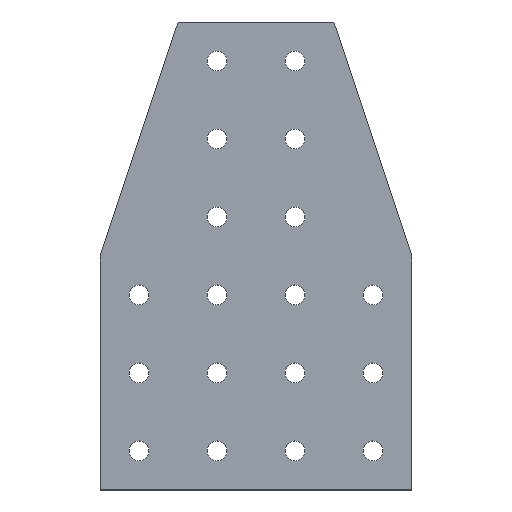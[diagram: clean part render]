
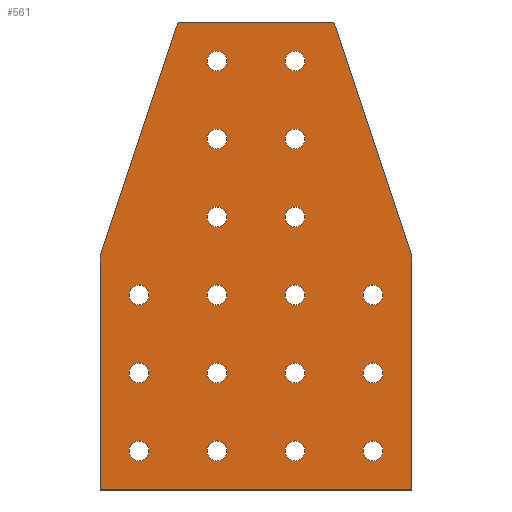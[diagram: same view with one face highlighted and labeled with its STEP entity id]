
A CAD part, top view. The second image highlights one B-rep face of the part: STEP entity #561.
In plain terms, the highlighted planar face has unit normal (0, 0, 1).
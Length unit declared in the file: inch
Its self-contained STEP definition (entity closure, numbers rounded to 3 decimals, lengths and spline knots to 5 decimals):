
#15=FACE_BOUND('',#110,.T.);
#16=FACE_BOUND('',#111,.T.);
#17=FACE_BOUND('',#112,.T.);
#18=FACE_BOUND('',#113,.T.);
#19=FACE_BOUND('',#114,.T.);
#20=FACE_BOUND('',#115,.T.);
#21=FACE_BOUND('',#116,.T.);
#22=FACE_BOUND('',#117,.T.);
#23=FACE_BOUND('',#118,.T.);
#24=FACE_BOUND('',#119,.T.);
#25=FACE_BOUND('',#120,.T.);
#26=FACE_BOUND('',#121,.T.);
#27=FACE_BOUND('',#122,.T.);
#28=FACE_BOUND('',#123,.T.);
#29=FACE_BOUND('',#124,.T.);
#30=FACE_BOUND('',#125,.T.);
#31=FACE_BOUND('',#126,.T.);
#32=FACE_BOUND('',#127,.T.);
#57=PLANE('',#643);
#83=FACE_OUTER_BOUND('',#109,.T.);
#109=EDGE_LOOP('',(#471,#472,#473,#474,#475,#476));
#110=EDGE_LOOP('',(#477));
#111=EDGE_LOOP('',(#478));
#112=EDGE_LOOP('',(#479));
#113=EDGE_LOOP('',(#480));
#114=EDGE_LOOP('',(#481));
#115=EDGE_LOOP('',(#482));
#116=EDGE_LOOP('',(#483));
#117=EDGE_LOOP('',(#484));
#118=EDGE_LOOP('',(#485));
#119=EDGE_LOOP('',(#486));
#120=EDGE_LOOP('',(#487));
#121=EDGE_LOOP('',(#488));
#122=EDGE_LOOP('',(#489));
#123=EDGE_LOOP('',(#490));
#124=EDGE_LOOP('',(#491));
#125=EDGE_LOOP('',(#492));
#126=EDGE_LOOP('',(#493));
#127=EDGE_LOOP('',(#494));
#167=LINE('',#923,#203);
#170=LINE('',#929,#206);
#173=LINE('',#935,#209);
#176=LINE('',#941,#212);
#179=LINE('',#947,#215);
#182=LINE('',#951,#218);
#203=VECTOR('',#777,0.3937);
#206=VECTOR('',#782,0.3937);
#209=VECTOR('',#787,0.3937);
#212=VECTOR('',#792,0.3937);
#215=VECTOR('',#797,0.3937);
#218=VECTOR('',#802,0.3937);
#219=CIRCLE('',#584,0.128);
#221=CIRCLE('',#587,0.128);
#223=CIRCLE('',#590,0.128);
#225=CIRCLE('',#593,0.128);
#227=CIRCLE('',#596,0.128);
#229=CIRCLE('',#599,0.128);
#231=CIRCLE('',#602,0.128);
#233=CIRCLE('',#605,0.128);
#235=CIRCLE('',#608,0.128);
#237=CIRCLE('',#611,0.128);
#239=CIRCLE('',#614,0.128);
#241=CIRCLE('',#617,0.128);
#243=CIRCLE('',#620,0.128);
#245=CIRCLE('',#623,0.128);
#247=CIRCLE('',#626,0.128);
#249=CIRCLE('',#629,0.128);
#251=CIRCLE('',#632,0.128);
#253=CIRCLE('',#635,0.128);
#255=VERTEX_POINT('',#809);
#257=VERTEX_POINT('',#815);
#259=VERTEX_POINT('',#821);
#261=VERTEX_POINT('',#827);
#263=VERTEX_POINT('',#833);
#265=VERTEX_POINT('',#839);
#267=VERTEX_POINT('',#845);
#269=VERTEX_POINT('',#851);
#271=VERTEX_POINT('',#857);
#273=VERTEX_POINT('',#863);
#275=VERTEX_POINT('',#869);
#277=VERTEX_POINT('',#875);
#279=VERTEX_POINT('',#881);
#281=VERTEX_POINT('',#887);
#283=VERTEX_POINT('',#893);
#285=VERTEX_POINT('',#899);
#287=VERTEX_POINT('',#905);
#289=VERTEX_POINT('',#911);
#293=VERTEX_POINT('',#920);
#294=VERTEX_POINT('',#922);
#296=VERTEX_POINT('',#928);
#298=VERTEX_POINT('',#934);
#300=VERTEX_POINT('',#940);
#302=VERTEX_POINT('',#946);
#303=EDGE_CURVE('',#255,#255,#219,.T.);
#306=EDGE_CURVE('',#257,#257,#221,.T.);
#309=EDGE_CURVE('',#259,#259,#223,.T.);
#312=EDGE_CURVE('',#261,#261,#225,.T.);
#315=EDGE_CURVE('',#263,#263,#227,.T.);
#318=EDGE_CURVE('',#265,#265,#229,.T.);
#321=EDGE_CURVE('',#267,#267,#231,.T.);
#324=EDGE_CURVE('',#269,#269,#233,.T.);
#327=EDGE_CURVE('',#271,#271,#235,.T.);
#330=EDGE_CURVE('',#273,#273,#237,.T.);
#333=EDGE_CURVE('',#275,#275,#239,.T.);
#336=EDGE_CURVE('',#277,#277,#241,.T.);
#339=EDGE_CURVE('',#279,#279,#243,.T.);
#342=EDGE_CURVE('',#281,#281,#245,.T.);
#345=EDGE_CURVE('',#283,#283,#247,.T.);
#348=EDGE_CURVE('',#285,#285,#249,.T.);
#351=EDGE_CURVE('',#287,#287,#251,.T.);
#354=EDGE_CURVE('',#289,#289,#253,.T.);
#359=EDGE_CURVE('',#294,#293,#167,.T.);
#362=EDGE_CURVE('',#296,#294,#170,.T.);
#365=EDGE_CURVE('',#298,#296,#173,.T.);
#368=EDGE_CURVE('',#300,#298,#176,.T.);
#371=EDGE_CURVE('',#302,#300,#179,.T.);
#374=EDGE_CURVE('',#293,#302,#182,.T.);
#471=ORIENTED_EDGE('',*,*,#374,.T.);
#472=ORIENTED_EDGE('',*,*,#371,.T.);
#473=ORIENTED_EDGE('',*,*,#368,.T.);
#474=ORIENTED_EDGE('',*,*,#365,.T.);
#475=ORIENTED_EDGE('',*,*,#362,.T.);
#476=ORIENTED_EDGE('',*,*,#359,.T.);
#477=ORIENTED_EDGE('',*,*,#354,.T.);
#478=ORIENTED_EDGE('',*,*,#351,.T.);
#479=ORIENTED_EDGE('',*,*,#348,.T.);
#480=ORIENTED_EDGE('',*,*,#345,.T.);
#481=ORIENTED_EDGE('',*,*,#342,.T.);
#482=ORIENTED_EDGE('',*,*,#339,.T.);
#483=ORIENTED_EDGE('',*,*,#336,.T.);
#484=ORIENTED_EDGE('',*,*,#333,.T.);
#485=ORIENTED_EDGE('',*,*,#330,.T.);
#486=ORIENTED_EDGE('',*,*,#327,.T.);
#487=ORIENTED_EDGE('',*,*,#324,.T.);
#488=ORIENTED_EDGE('',*,*,#321,.T.);
#489=ORIENTED_EDGE('',*,*,#318,.T.);
#490=ORIENTED_EDGE('',*,*,#315,.T.);
#491=ORIENTED_EDGE('',*,*,#312,.T.);
#492=ORIENTED_EDGE('',*,*,#309,.T.);
#493=ORIENTED_EDGE('',*,*,#306,.T.);
#494=ORIENTED_EDGE('',*,*,#303,.T.);
#561=ADVANCED_FACE('',(#83,#15,#16,#17,#18,#19,#20,#21,#22,#23,#24,#25,
#26,#27,#28,#29,#30,#31,#32),#57,.T.);
#584=AXIS2_PLACEMENT_3D('',#810,#649,#650);
#587=AXIS2_PLACEMENT_3D('',#816,#656,#657);
#590=AXIS2_PLACEMENT_3D('',#822,#663,#664);
#593=AXIS2_PLACEMENT_3D('',#828,#670,#671);
#596=AXIS2_PLACEMENT_3D('',#834,#677,#678);
#599=AXIS2_PLACEMENT_3D('',#840,#684,#685);
#602=AXIS2_PLACEMENT_3D('',#846,#691,#692);
#605=AXIS2_PLACEMENT_3D('',#852,#698,#699);
#608=AXIS2_PLACEMENT_3D('',#858,#705,#706);
#611=AXIS2_PLACEMENT_3D('',#864,#712,#713);
#614=AXIS2_PLACEMENT_3D('',#870,#719,#720);
#617=AXIS2_PLACEMENT_3D('',#876,#726,#727);
#620=AXIS2_PLACEMENT_3D('',#882,#733,#734);
#623=AXIS2_PLACEMENT_3D('',#888,#740,#741);
#626=AXIS2_PLACEMENT_3D('',#894,#747,#748);
#629=AXIS2_PLACEMENT_3D('',#900,#754,#755);
#632=AXIS2_PLACEMENT_3D('',#906,#761,#762);
#635=AXIS2_PLACEMENT_3D('',#912,#768,#769);
#643=AXIS2_PLACEMENT_3D('',#952,#803,#804);
#649=DIRECTION('center_axis',(0.,0.,-1.));
#650=DIRECTION('ref_axis',(-1.,0.,0.));
#656=DIRECTION('center_axis',(0.,0.,-1.));
#657=DIRECTION('ref_axis',(-1.,0.,0.));
#663=DIRECTION('center_axis',(0.,0.,-1.));
#664=DIRECTION('ref_axis',(-1.,0.,0.));
#670=DIRECTION('center_axis',(0.,0.,-1.));
#671=DIRECTION('ref_axis',(-1.,0.,0.));
#677=DIRECTION('center_axis',(0.,0.,-1.));
#678=DIRECTION('ref_axis',(-1.,0.,0.));
#684=DIRECTION('center_axis',(0.,0.,-1.));
#685=DIRECTION('ref_axis',(-1.,0.,0.));
#691=DIRECTION('center_axis',(0.,0.,-1.));
#692=DIRECTION('ref_axis',(-1.,0.,0.));
#698=DIRECTION('center_axis',(0.,0.,-1.));
#699=DIRECTION('ref_axis',(-1.,0.,0.));
#705=DIRECTION('center_axis',(0.,0.,-1.));
#706=DIRECTION('ref_axis',(-1.,0.,0.));
#712=DIRECTION('center_axis',(0.,0.,-1.));
#713=DIRECTION('ref_axis',(-1.,0.,0.));
#719=DIRECTION('center_axis',(0.,0.,-1.));
#720=DIRECTION('ref_axis',(-1.,0.,0.));
#726=DIRECTION('center_axis',(0.,0.,-1.));
#727=DIRECTION('ref_axis',(-1.,0.,0.));
#733=DIRECTION('center_axis',(0.,0.,-1.));
#734=DIRECTION('ref_axis',(-1.,0.,0.));
#740=DIRECTION('center_axis',(0.,0.,-1.));
#741=DIRECTION('ref_axis',(-1.,0.,0.));
#747=DIRECTION('center_axis',(0.,0.,-1.));
#748=DIRECTION('ref_axis',(-1.,0.,0.));
#754=DIRECTION('center_axis',(0.,0.,-1.));
#755=DIRECTION('ref_axis',(-1.,0.,0.));
#761=DIRECTION('center_axis',(0.,0.,-1.));
#762=DIRECTION('ref_axis',(-1.,0.,0.));
#768=DIRECTION('center_axis',(0.,0.,-1.));
#769=DIRECTION('ref_axis',(-1.,0.,0.));
#777=DIRECTION('',(0.,1.,0.));
#782=DIRECTION('',(1.,0.,0.));
#787=DIRECTION('',(0.,-1.,0.));
#792=DIRECTION('',(-0.316,-0.949,0.));
#797=DIRECTION('',(-1.,0.,0.));
#802=DIRECTION('',(-0.316,0.949,0.));
#803=DIRECTION('center_axis',(0.,0.,1.));
#804=DIRECTION('ref_axis',(1.,0.,0.));
#809=CARTESIAN_POINT('',(2.628,5.5,0.25));
#810=CARTESIAN_POINT('Origin',(2.5,5.5,0.25));
#815=CARTESIAN_POINT('',(2.628,4.5,0.25));
#816=CARTESIAN_POINT('Origin',(2.5,4.5,0.25));
#821=CARTESIAN_POINT('',(2.628,3.5,0.25));
#822=CARTESIAN_POINT('Origin',(2.5,3.5,0.25));
#827=CARTESIAN_POINT('',(3.628,1.5,0.25));
#828=CARTESIAN_POINT('Origin',(3.5,1.5,0.25));
#833=CARTESIAN_POINT('',(2.628,2.5,0.25));
#834=CARTESIAN_POINT('Origin',(2.5,2.5,0.25));
#839=CARTESIAN_POINT('',(0.628,0.5,0.25));
#840=CARTESIAN_POINT('Origin',(0.5,0.5,0.25));
#845=CARTESIAN_POINT('',(0.628,1.5,0.25));
#846=CARTESIAN_POINT('Origin',(0.5,1.5,0.25));
#851=CARTESIAN_POINT('',(0.628,2.5,0.25));
#852=CARTESIAN_POINT('Origin',(0.5,2.5,0.25));
#857=CARTESIAN_POINT('',(1.628,0.5,0.25));
#858=CARTESIAN_POINT('Origin',(1.5,0.5,0.25));
#863=CARTESIAN_POINT('',(1.628,1.5,0.25));
#864=CARTESIAN_POINT('Origin',(1.5,1.5,0.25));
#869=CARTESIAN_POINT('',(1.628,2.5,0.25));
#870=CARTESIAN_POINT('Origin',(1.5,2.5,0.25));
#875=CARTESIAN_POINT('',(2.628,0.5,0.25));
#876=CARTESIAN_POINT('Origin',(2.5,0.5,0.25));
#881=CARTESIAN_POINT('',(2.628,1.5,0.25));
#882=CARTESIAN_POINT('Origin',(2.5,1.5,0.25));
#887=CARTESIAN_POINT('',(3.628,0.5,0.25));
#888=CARTESIAN_POINT('Origin',(3.5,0.5,0.25));
#893=CARTESIAN_POINT('',(3.628,2.5,0.25));
#894=CARTESIAN_POINT('Origin',(3.5,2.5,0.25));
#899=CARTESIAN_POINT('',(1.628,3.5,0.25));
#900=CARTESIAN_POINT('Origin',(1.5,3.5,0.25));
#905=CARTESIAN_POINT('',(1.628,4.5,0.25));
#906=CARTESIAN_POINT('Origin',(1.5,4.5,0.25));
#911=CARTESIAN_POINT('',(1.628,5.5,0.25));
#912=CARTESIAN_POINT('Origin',(1.5,5.5,0.25));
#920=CARTESIAN_POINT('',(4.,3.,0.25));
#922=CARTESIAN_POINT('',(4.,0.,0.25));
#923=CARTESIAN_POINT('',(4.,0.,0.25));
#928=CARTESIAN_POINT('',(0.,0.,0.25));
#929=CARTESIAN_POINT('',(0.,0.,0.25));
#934=CARTESIAN_POINT('',(0.,3.,0.25));
#935=CARTESIAN_POINT('',(0.,3.,0.25));
#940=CARTESIAN_POINT('',(1.,6.,0.25));
#941=CARTESIAN_POINT('',(1.,6.,0.25));
#946=CARTESIAN_POINT('',(3.,6.,0.25));
#947=CARTESIAN_POINT('',(3.,6.,0.25));
#951=CARTESIAN_POINT('',(4.,3.,0.25));
#952=CARTESIAN_POINT('Origin',(2.,3.,0.25));
